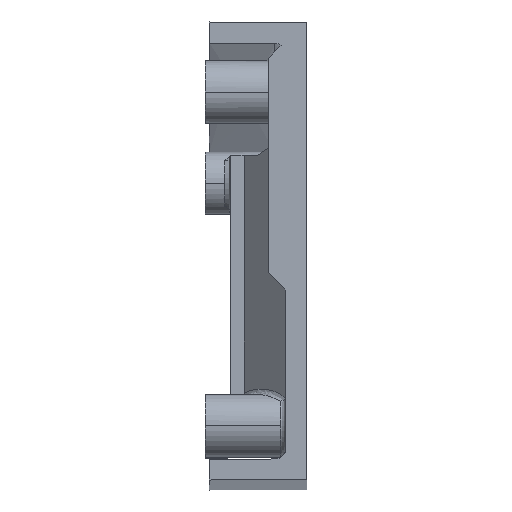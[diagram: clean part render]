
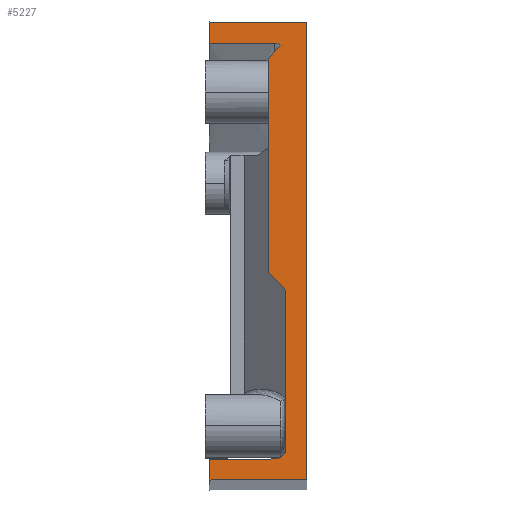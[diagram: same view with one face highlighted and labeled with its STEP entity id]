
A CAD part, top view. The second image highlights one B-rep face of the part: STEP entity #5227.
In plain terms, the highlighted planar face has unit normal (0, 0, 1).
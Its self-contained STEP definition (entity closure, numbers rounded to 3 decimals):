
#16 = DIRECTION ( 'NONE',  ( -0.707, 0.707, 0. ) ) ;
#113 = CARTESIAN_POINT ( 'NONE',  ( 117.226, 13.08, 172.5 ) ) ;
#129 = LINE ( 'NONE', #4509, #2577 ) ;
#184 = CARTESIAN_POINT ( 'NONE',  ( 117.702, 29.537, 172.5 ) ) ;
#235 = VERTEX_POINT ( 'NONE', #799 ) ;
#296 = EDGE_CURVE ( 'NONE', #4482, #2436, #4055, .T. ) ;
#298 = CARTESIAN_POINT ( 'NONE',  ( 114.819, 31.07, 172.5 ) ) ;
#302 = CARTESIAN_POINT ( 'NONE',  ( 117.703, -0.345, 172.5 ) ) ;
#330 = CARTESIAN_POINT ( 'NONE',  ( 113., 29.56, 172.5 ) ) ;
#387 = DIRECTION ( 'NONE',  ( 0.707, 0.707, 0. ) ) ;
#415 = B_SPLINE_CURVE_WITH_KNOTS ( 'NONE', 3,
 ( #302, #5104, #1600, #2057, #3821, #2912, #3350, #732 ),
 .UNSPECIFIED., .F., .F.,
 ( 4, 2, 2, 4 ),
 ( 0., 0., 0.001, 0.001 ),
 .UNSPECIFIED. ) ;
#481 = B_SPLINE_CURVE_WITH_KNOTS ( 'NONE', 3,
 ( #1049, #1881, #2739, #1020 ),
 .UNSPECIFIED., .F., .F.,
 ( 4, 4 ),
 ( 0.001, 0.001 ),
 .UNSPECIFIED. ) ;
#586 = CARTESIAN_POINT ( 'NONE',  ( 114.542, -1.852, 172.5 ) ) ;
#588 = DIRECTION ( 'NONE',  ( 0., 1., 0. ) ) ;
#593 = CARTESIAN_POINT ( 'NONE',  ( 113., 31.079, 172.5 ) ) ;
#594 = ORIENTED_EDGE ( 'NONE', *, *, #5467, .F. ) ;
#603 = DIRECTION ( 'NONE',  ( 0., -1., 0. ) ) ;
#609 = CARTESIAN_POINT ( 'NONE',  ( 120., -1.838, 172.5 ) ) ;
#683 = VECTOR ( 'NONE', #2998, 1000. ) ;
#684 = CARTESIAN_POINT ( 'NONE',  ( 117.702, 29.537, 172.5 ) ) ;
#732 = CARTESIAN_POINT ( 'NONE',  ( 118.5, 0.454, 172.5 ) ) ;
#796 = EDGE_CURVE ( 'NONE', #2436, #1190, #1893, .T. ) ;
#799 = CARTESIAN_POINT ( 'NONE',  ( 113., -1.855, 172.5 ) ) ;
#822 = VERTEX_POINT ( 'NONE', #593 ) ;
#880 = B_SPLINE_CURVE_WITH_KNOTS ( 'NONE', 3,
 ( #1975, #4222, #3293, #3818, #2857, #298, #3264 ),
 .UNSPECIFIED., .F., .F.,
 ( 4, 3, 4 ),
 ( 0., 0.002, 0.007 ),
 .UNSPECIFIED. ) ;
#899 = ORIENTED_EDGE ( 'NONE', *, *, #5536, .F. ) ;
#901 = VECTOR ( 'NONE', #1186, 1000. ) ;
#1000 = CARTESIAN_POINT ( 'NONE',  ( 117.703, -0.345, 172.5 ) ) ;
#1020 = CARTESIAN_POINT ( 'NONE',  ( 117.702, 29.537, 172.5 ) ) ;
#1049 = CARTESIAN_POINT ( 'NONE',  ( 118.152, 29.395, 172.5 ) ) ;
#1132 = VECTOR ( 'NONE', #2295, 1000. ) ;
#1182 = EDGE_CURVE ( 'NONE', #3124, #822, #880, .T. ) ;
#1186 = DIRECTION ( 'NONE',  ( 0., 1., 0. ) ) ;
#1190 = VERTEX_POINT ( 'NONE', #3791 ) ;
#1259 = CARTESIAN_POINT ( 'NONE',  ( 115.5, 26.743, 172.5 ) ) ;
#1294 = CARTESIAN_POINT ( 'NONE',  ( 116.136, -0.347, 172.5 ) ) ;
#1296 = VERTEX_POINT ( 'NONE', #2994 ) ;
#1340 = LINE ( 'NONE', #2655, #683 ) ;
#1394 = CARTESIAN_POINT ( 'NONE',  ( 118.5, 11.806, 172.5 ) ) ;
#1407 = FACE_OUTER_BOUND ( 'NONE', #1933, .T. ) ;
#1440 = PLANE ( 'NONE',  #4887 ) ;
#1528 = B_SPLINE_CURVE_WITH_KNOTS ( 'NONE', 3,
 ( #684, #2441, #4252, #330 ),
 .UNSPECIFIED., .F., .F.,
 ( 4, 4 ),
 ( 0.002, 0.007 ),
 .UNSPECIFIED. ) ;
#1599 = EDGE_CURVE ( 'NONE', #1619, #2649, #4962, .T. ) ;
#1600 = CARTESIAN_POINT ( 'NONE',  ( 117.911, -0.324, 172.5 ) ) ;
#1619 = VERTEX_POINT ( 'NONE', #2609 ) ;
#1624 = ORIENTED_EDGE ( 'NONE', *, *, #796, .F. ) ;
#1808 = ORIENTED_EDGE ( 'NONE', *, *, #296, .F. ) ;
#1843 = ORIENTED_EDGE ( 'NONE', *, *, #1599, .F. ) ;
#1866 = DIRECTION ( 'NONE',  ( 0., 0., 1. ) ) ;
#1877 = CARTESIAN_POINT ( 'NONE',  ( 120., 31.044, 172.5 ) ) ;
#1881 = CARTESIAN_POINT ( 'NONE',  ( 118.021, 29.486, 172.5 ) ) ;
#1884 = EDGE_CURVE ( 'NONE', #2922, #3124, #2067, .T. ) ;
#1893 = LINE ( 'NONE', #3723, #1132 ) ;
#1915 = CARTESIAN_POINT ( 'NONE',  ( 116.362, -1.847, 172.5 ) ) ;
#1933 = EDGE_LOOP ( 'NONE', ( #4577, #4073, #4340, #594, #5585, #1947, #1624, #1808, #4223, #5259, #1843, #899, #3532 ) ) ;
#1936 = VERTEX_POINT ( 'NONE', #3415 ) ;
#1947 = ORIENTED_EDGE ( 'NONE', *, *, #3468, .F. ) ;
#1975 = CARTESIAN_POINT ( 'NONE',  ( 120., 31.044, 172.5 ) ) ;
#2032 = VERTEX_POINT ( 'NONE', #184 ) ;
#2057 = CARTESIAN_POINT ( 'NONE',  ( 118.104, -0.244, 172.5 ) ) ;
#2059 = EDGE_CURVE ( 'NONE', #235, #2922, #4116, .T. ) ;
#2067 = LINE ( 'NONE', #5146, #901 ) ;
#2295 = DIRECTION ( 'NONE',  ( 0., 1., 0. ) ) ;
#2436 = VERTEX_POINT ( 'NONE', #113 ) ;
#2441 = CARTESIAN_POINT ( 'NONE',  ( 116.135, 29.545, 172.5 ) ) ;
#2577 = VECTOR ( 'NONE', #588, 1000. ) ;
#2580 = CARTESIAN_POINT ( 'NONE',  ( 114.568, -0.351, 172.5 ) ) ;
#2609 = CARTESIAN_POINT ( 'NONE',  ( 113., -0.355, 172.5 ) ) ;
#2649 = VERTEX_POINT ( 'NONE', #1000 ) ;
#2655 = CARTESIAN_POINT ( 'NONE',  ( 113., -20., 172.5 ) ) ;
#2739 = CARTESIAN_POINT ( 'NONE',  ( 117.862, 29.536, 172.5 ) ) ;
#2789 = LINE ( 'NONE', #4128, #3708 ) ;
#2857 = CARTESIAN_POINT ( 'NONE',  ( 116.639, 31.061, 172.5 ) ) ;
#2912 = CARTESIAN_POINT ( 'NONE',  ( 118.413, 0.037, 172.5 ) ) ;
#2922 = VERTEX_POINT ( 'NONE', #609 ) ;
#2985 = VECTOR ( 'NONE', #16, 1000. ) ;
#2994 = CARTESIAN_POINT ( 'NONE',  ( 113., 29.56, 172.5 ) ) ;
#2997 = LINE ( 'NONE', #1259, #3804 ) ;
#2998 = DIRECTION ( 'NONE',  ( 0., 1., 0. ) ) ;
#3124 = VERTEX_POINT ( 'NONE', #1877 ) ;
#3184 = CARTESIAN_POINT ( 'NONE',  ( 120., -20., 172.5 ) ) ;
#3264 = CARTESIAN_POINT ( 'NONE',  ( 113., 31.079, 172.5 ) ) ;
#3293 = CARTESIAN_POINT ( 'NONE',  ( 118.972, 31.05, 172.5 ) ) ;
#3350 = CARTESIAN_POINT ( 'NONE',  ( 118.5, 0.244, 172.5 ) ) ;
#3415 = CARTESIAN_POINT ( 'NONE',  ( 118.152, 29.395, 172.5 ) ) ;
#3468 = EDGE_CURVE ( 'NONE', #1190, #1936, #2997, .T. ) ;
#3518 = CARTESIAN_POINT ( 'NONE',  ( 115.5, 14.806, 172.5 ) ) ;
#3523 = EDGE_CURVE ( 'NONE', #2649, #3923, #415, .T. ) ;
#3532 = ORIENTED_EDGE ( 'NONE', *, *, #2059, .T. ) ;
#3572 = CARTESIAN_POINT ( 'NONE',  ( 118.5, 0.454, 172.5 ) ) ;
#3601 = CARTESIAN_POINT ( 'NONE',  ( 114.028, -1.853, 172.5 ) ) ;
#3708 = VECTOR ( 'NONE', #603, 1000. ) ;
#3723 = CARTESIAN_POINT ( 'NONE',  ( 117.226, -39.39, 172.5 ) ) ;
#3791 = CARTESIAN_POINT ( 'NONE',  ( 117.226, 28.469, 172.5 ) ) ;
#3804 = VECTOR ( 'NONE', #387, 1000. ) ;
#3818 = CARTESIAN_POINT ( 'NONE',  ( 118.458, 31.052, 172.5 ) ) ;
#3821 = CARTESIAN_POINT ( 'NONE',  ( 118.192, -0.184, 172.5 ) ) ;
#3892 = CARTESIAN_POINT ( 'NONE',  ( 117.703, -0.345, 172.5 ) ) ;
#3923 = VERTEX_POINT ( 'NONE', #3572 ) ;
#3977 = DIRECTION ( 'NONE',  ( -1., 0., 0. ) ) ;
#3994 = CARTESIAN_POINT ( 'NONE',  ( 113., -1.855, 172.5 ) ) ;
#3999 = EDGE_CURVE ( 'NONE', #1296, #822, #129, .T. ) ;
#4053 = CARTESIAN_POINT ( 'NONE',  ( 120., -1.838, 172.5 ) ) ;
#4055 = LINE ( 'NONE', #3518, #2985 ) ;
#4073 = ORIENTED_EDGE ( 'NONE', *, *, #1182, .T. ) ;
#4116 = B_SPLINE_CURVE_WITH_KNOTS ( 'NONE', 3,
 ( #3994, #4478, #3601, #586, #1915, #5334, #4053 ),
 .UNSPECIFIED., .F., .F.,
 ( 4, 3, 4 ),
 ( 0., 0.002, 0.007 ),
 .UNSPECIFIED. ) ;
#4128 = CARTESIAN_POINT ( 'NONE',  ( 118.5, -39.39, 172.5 ) ) ;
#4222 = CARTESIAN_POINT ( 'NONE',  ( 119.486, 31.047, 172.5 ) ) ;
#4223 = ORIENTED_EDGE ( 'NONE', *, *, #4868, .T. ) ;
#4252 = CARTESIAN_POINT ( 'NONE',  ( 114.568, 29.553, 172.5 ) ) ;
#4318 = EDGE_CURVE ( 'NONE', #1936, #2032, #481, .T. ) ;
#4340 = ORIENTED_EDGE ( 'NONE', *, *, #3999, .F. ) ;
#4478 = CARTESIAN_POINT ( 'NONE',  ( 113.514, -1.854, 172.5 ) ) ;
#4482 = VERTEX_POINT ( 'NONE', #1394 ) ;
#4509 = CARTESIAN_POINT ( 'NONE',  ( 113., -20., 172.5 ) ) ;
#4577 = ORIENTED_EDGE ( 'NONE', *, *, #1884, .T. ) ;
#4745 = CARTESIAN_POINT ( 'NONE',  ( 113., -0.355, 172.5 ) ) ;
#4868 = EDGE_CURVE ( 'NONE', #4482, #3923, #2789, .T. ) ;
#4887 = AXIS2_PLACEMENT_3D ( 'NONE', #3184, #1866, #3977 ) ;
#4962 = B_SPLINE_CURVE_WITH_KNOTS ( 'NONE', 3,
 ( #4745, #2580, #1294, #3892 ),
 .UNSPECIFIED., .F., .F.,
 ( 4, 4 ),
 ( 0., 0.005 ),
 .UNSPECIFIED. ) ;
#5104 = CARTESIAN_POINT ( 'NONE',  ( 117.807, -0.345, 172.5 ) ) ;
#5146 = CARTESIAN_POINT ( 'NONE',  ( 120., -20., 172.5 ) ) ;
#5227 = ADVANCED_FACE ( 'NONE', ( #1407 ), #1440, .T. ) ;
#5259 = ORIENTED_EDGE ( 'NONE', *, *, #3523, .F. ) ;
#5334 = CARTESIAN_POINT ( 'NONE',  ( 118.181, -1.843, 172.5 ) ) ;
#5467 = EDGE_CURVE ( 'NONE', #2032, #1296, #1528, .T. ) ;
#5536 = EDGE_CURVE ( 'NONE', #235, #1619, #1340, .T. ) ;
#5585 = ORIENTED_EDGE ( 'NONE', *, *, #4318, .F. ) ;
